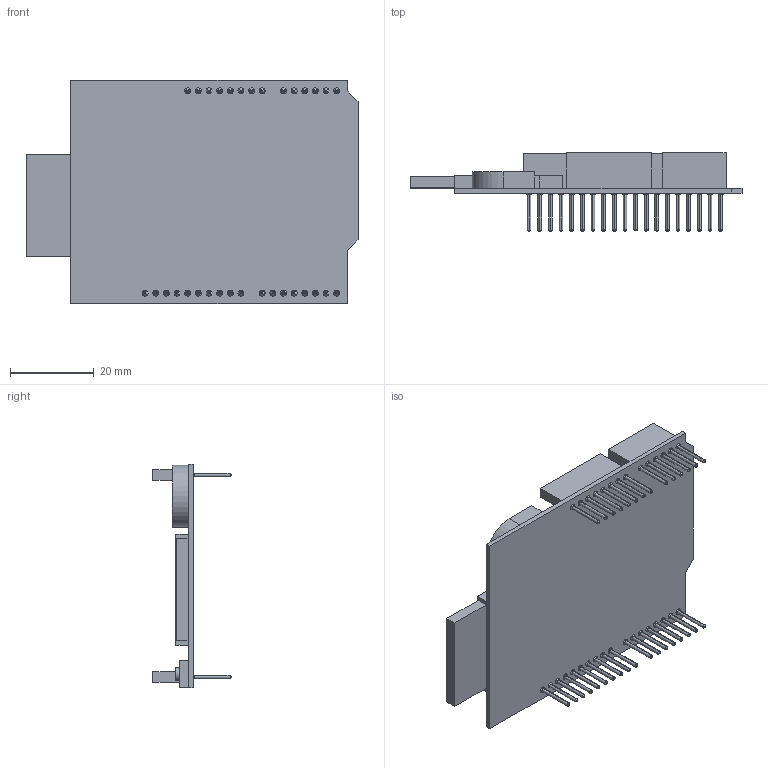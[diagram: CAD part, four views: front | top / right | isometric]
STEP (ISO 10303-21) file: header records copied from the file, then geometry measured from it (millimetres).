
FILE_DESCRIPTION (( 'STEP AP214' ), '1' );
FILE_NAME ('Datalogging Board.STEP', '2025-09-21T07:35:16', ( '' ), ( '' ), 'SwSTEP 2.0', 'SolidWorks 2018', '' );
FILE_SCHEMA (( 'AUTOMOTIVE_DESIGN' ));
Length unit declared in the file: inch
Products named in the file (1): Datalogging Board
Bounding box: 79.22 x 18.67 x 53.34 mm (x, y, z)
Volume: 9498.2 mm3; surface area: 11763.1 mm2
Topology: 1 solids, 1 shells, 375 faces, 772 edges, 472 vertices
Faces by surface type: cylinder 131, cone 128, plane 116
Entity records: 13559 total; most frequent: DIRECTION 1914, CARTESIAN_POINT 1620, ORIENTED_EDGE 1544, EDGE_CURVE 772, AXIS2_PLACEMENT_3D 766, VERTEX_POINT 472, EDGE_LOOP 448, CIRCLE 390
